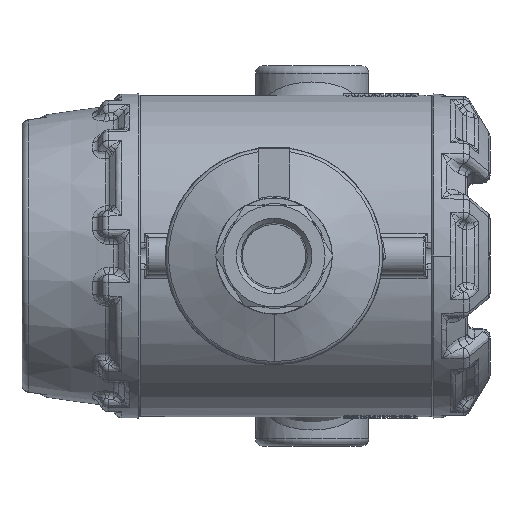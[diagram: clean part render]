
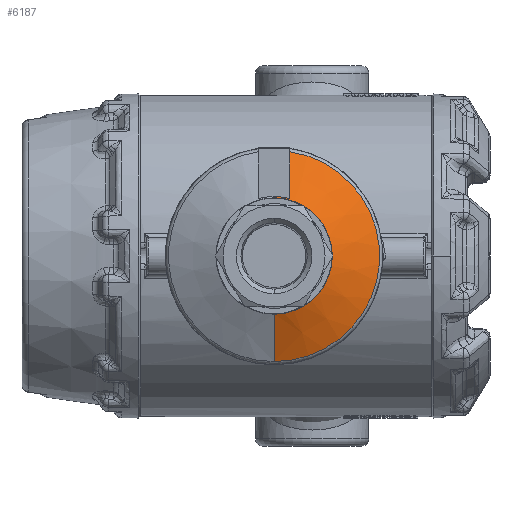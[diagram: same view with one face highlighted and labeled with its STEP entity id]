
A CAD part, front view. The second image highlights one B-rep face of the part: STEP entity #6187.
In plain terms, the highlighted conical face has half-angle 64.204 degrees and reference radius 22.973 mm.
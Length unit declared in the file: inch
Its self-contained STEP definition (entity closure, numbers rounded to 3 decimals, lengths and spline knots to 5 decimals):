
#5625=CARTESIAN_POINT('',(0.175,-4.54002,1.1529));
#5626=CARTESIAN_POINT('',(0.175,-4.57227,1.08541));
#5627=CARTESIAN_POINT('',(0.175,-4.63353,0.95696));
#5628=CARTESIAN_POINT('',(0.175,-4.71529,0.78446));
#5629=CARTESIAN_POINT('',(0.175,-4.76353,0.68169));
#5630=CARTESIAN_POINT('',(0.175,-4.786,0.63345));
#5660=DIRECTION('',(0.,-0.435,-0.9));
#5661=VECTOR('',#5660,0.01599);
#5662=CARTESIAN_POINT('',(0.,-4.786,0.65718));
#5663=LINE('',#5662,#5661);
#5664=DIRECTION('',(0.,-0.435,0.9));
#5665=VECTOR('',#5664,0.58125);
#5666=CARTESIAN_POINT('',(0.,-4.54002,-1.16611));
#5667=LINE('',#5666,#5665);
#5677=CARTESIAN_POINT('',(0.,-4.786,0.));
#5678=DIRECTION('',(0.,1.,0.));
#5679=DIRECTION('',(0.,0.,1.));
#5680=AXIS2_PLACEMENT_3D('',#5677,#5678,#5679);
#5687=CARTESIAN_POINT('',(0.,-4.54002,0.));
#5688=DIRECTION('',(0.,1.,0.));
#5689=DIRECTION('',(0.15,0.,0.989));
#5690=AXIS2_PLACEMENT_3D('',#5687,#5688,#5689);
#5697=CARTESIAN_POINT('',(0.,-4.79296,0.));
#5698=DIRECTION('',(0.,1.,0.));
#5699=DIRECTION('',(0.,0.,1.));
#5700=AXIS2_PLACEMENT_3D('',#5697,#5698,#5699);
#5824=CARTESIAN_POINT('',(0.,-4.54002,-1.16611));
#5825=CARTESIAN_POINT('',(0.,-4.79296,-0.64278));
#5826=VERTEX_POINT('',#5824);
#5827=VERTEX_POINT('',#5825);
#5828=CARTESIAN_POINT('',(0.,-4.79296,0.64278));
#5829=VERTEX_POINT('',#5828);
#5830=VERTEX_POINT('',#5625);
#5831=VERTEX_POINT('',#5630);
#5866=CARTESIAN_POINT('',(0.,-4.786,0.65718));
#5867=VERTEX_POINT('',#5866);
#6173=CARTESIAN_POINT('',(0.,-4.66649,0.));
#6174=DIRECTION('',(0.,1.,0.));
#6175=DIRECTION('',(0.,0.,-1.));
#6176=AXIS2_PLACEMENT_3D('',#6173,#6174,#6175);
#6177=CONICAL_SURFACE('',#6176,0.90445,64.204);
#6178=ORIENTED_EDGE('',*,*,#6118,.F.);
#6179=ORIENTED_EDGE('',*,*,#6135,.T.);
#6180=ORIENTED_EDGE('',*,*,#6153,.T.);
#6182=ORIENTED_EDGE('',*,*,#6181,.F.);
#6183=ORIENTED_EDGE('',*,*,#6149,.F.);
#6184=ORIENTED_EDGE('',*,*,#6166,.T.);
#6185=EDGE_LOOP('',(#6178,#6179,#6180,#6182,#6183,#6184));
#6186=FACE_OUTER_BOUND('',#6185,.F.);
#5631=B_SPLINE_CURVE_WITH_KNOTS('',3,(#5625,#5626,#5627,#5628,#5629,#5630),
.UNSPECIFIED.,.F.,.F.,(4,1,1,4),(0.,0.33333,0.66667,1.),
.UNSPECIFIED.);
#5681=CIRCLE('',#5680,0.65718);
#5691=CIRCLE('',#5690,1.16611);
#5701=CIRCLE('',#5700,0.64278);
#6118=EDGE_CURVE('',#5830,#5831,#5631,.T.);
#6135=EDGE_CURVE('',#5830,#5826,#5691,.T.);
#6149=EDGE_CURVE('',#5867,#5829,#5663,.T.);
#6153=EDGE_CURVE('',#5826,#5827,#5667,.T.);
#6166=EDGE_CURVE('',#5867,#5831,#5681,.T.);
#6181=EDGE_CURVE('',#5829,#5827,#5701,.T.);
#6187=ADVANCED_FACE('',(#6186),#6177,.T.);
